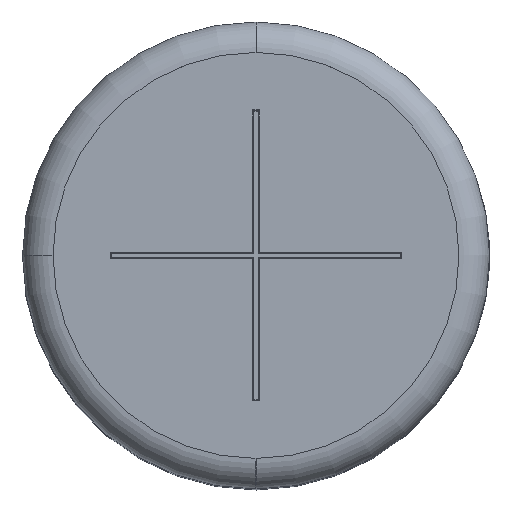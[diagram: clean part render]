
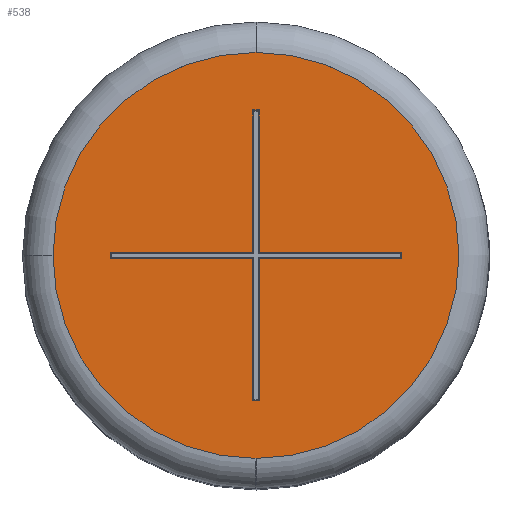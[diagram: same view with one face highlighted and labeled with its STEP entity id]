
A CAD part, top view. The second image highlights one B-rep face of the part: STEP entity #538.
In plain terms, the highlighted planar face has unit normal (0, 0, 1).
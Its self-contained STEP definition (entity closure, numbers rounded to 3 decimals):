
#390 = VERTEX_POINT('',#391);
#391 = CARTESIAN_POINT('',(-3.5,0.,11.726));
#398 = EDGE_CURVE('',#399,#390,#401,.T.);
#399 = VERTEX_POINT('',#400);
#400 = CARTESIAN_POINT('',(0.,3.5,11.726));
#401 = CIRCLE('',#402,3.5);
#402 = AXIS2_PLACEMENT_3D('',#403,#404,#405);
#403 = CARTESIAN_POINT('',(0.,0.,
    11.726));
#404 = DIRECTION('',(0.,0.,1.));
#405 = DIRECTION('',(-1.,0.,0.));
#498 = EDGE_CURVE('',#499,#399,#501,.T.);
#499 = VERTEX_POINT('',#500);
#500 = CARTESIAN_POINT('',(0.,-3.5,11.726));
#501 = CIRCLE('',#502,3.5);
#502 = AXIS2_PLACEMENT_3D('',#503,#504,#505);
#503 = CARTESIAN_POINT('',(0.,0.,
    11.726));
#504 = DIRECTION('',(0.,0.,1.));
#505 = DIRECTION('',(-1.,0.,0.));
#527 = EDGE_CURVE('',#390,#499,#528,.T.);
#528 = CIRCLE('',#529,3.5);
#529 = AXIS2_PLACEMENT_3D('',#530,#531,#532);
#530 = CARTESIAN_POINT('',(0.,0.,
    11.726));
#531 = DIRECTION('',(0.,0.,1.));
#532 = DIRECTION('',(-1.,0.,0.));
#538 = ADVANCED_FACE('',(#539,#544),#642,.T.);
#539 = FACE_BOUND('',#540,.T.);
#540 = EDGE_LOOP('',(#541,#542,#543));
#541 = ORIENTED_EDGE('',*,*,#498,.T.);
#542 = ORIENTED_EDGE('',*,*,#398,.T.);
#543 = ORIENTED_EDGE('',*,*,#527,.T.);
#544 = FACE_BOUND('',#545,.T.);
#545 = EDGE_LOOP('',(#546,#556,#564,#572,#580,#588,#596,#604,#612,#620,
    #628,#636));
#546 = ORIENTED_EDGE('',*,*,#547,.T.);
#547 = EDGE_CURVE('',#548,#550,#552,.T.);
#548 = VERTEX_POINT('',#549);
#549 = CARTESIAN_POINT('',(-2.507,-0.057,
    11.726));
#550 = VERTEX_POINT('',#551);
#551 = CARTESIAN_POINT('',(-2.507,0.057,
    11.726));
#552 = LINE('',#553,#554);
#553 = CARTESIAN_POINT('',(-2.507,0.05,
    11.726));
#554 = VECTOR('',#555,1.);
#555 = DIRECTION('',(0.,1.,0.));
#556 = ORIENTED_EDGE('',*,*,#557,.T.);
#557 = EDGE_CURVE('',#550,#558,#560,.T.);
#558 = VERTEX_POINT('',#559);
#559 = CARTESIAN_POINT('',(-0.057,0.057,
    11.726));
#560 = LINE('',#561,#562);
#561 = CARTESIAN_POINT('',(-0.05,0.057,11.726)
  );
#562 = VECTOR('',#563,1.);
#563 = DIRECTION('',(1.,0.,0.));
#564 = ORIENTED_EDGE('',*,*,#565,.T.);
#565 = EDGE_CURVE('',#558,#566,#568,.T.);
#566 = VERTEX_POINT('',#567);
#567 = CARTESIAN_POINT('',(-0.057,2.507,
    11.726));
#568 = LINE('',#569,#570);
#569 = CARTESIAN_POINT('',(-0.057,2.5,
    11.726));
#570 = VECTOR('',#571,1.);
#571 = DIRECTION('',(0.,1.,0.));
#572 = ORIENTED_EDGE('',*,*,#573,.T.);
#573 = EDGE_CURVE('',#566,#574,#576,.T.);
#574 = VERTEX_POINT('',#575);
#575 = CARTESIAN_POINT('',(0.057,2.507,
    11.726));
#576 = LINE('',#577,#578);
#577 = CARTESIAN_POINT('',(0.05,2.507,11.726));
#578 = VECTOR('',#579,1.);
#579 = DIRECTION('',(1.,0.,0.));
#580 = ORIENTED_EDGE('',*,*,#581,.T.);
#581 = EDGE_CURVE('',#574,#582,#584,.T.);
#582 = VERTEX_POINT('',#583);
#583 = CARTESIAN_POINT('',(0.057,0.057,
    11.726));
#584 = LINE('',#585,#586);
#585 = CARTESIAN_POINT('',(0.057,0.05,
    11.726));
#586 = VECTOR('',#587,1.);
#587 = DIRECTION('',(0.,-1.,0.));
#588 = ORIENTED_EDGE('',*,*,#589,.T.);
#589 = EDGE_CURVE('',#582,#590,#592,.T.);
#590 = VERTEX_POINT('',#591);
#591 = CARTESIAN_POINT('',(2.507,0.057,
    11.726));
#592 = LINE('',#593,#594);
#593 = CARTESIAN_POINT('',(2.5,0.057,11.726));
#594 = VECTOR('',#595,1.);
#595 = DIRECTION('',(1.,0.,0.));
#596 = ORIENTED_EDGE('',*,*,#597,.T.);
#597 = EDGE_CURVE('',#590,#598,#600,.T.);
#598 = VERTEX_POINT('',#599);
#599 = CARTESIAN_POINT('',(2.507,-0.057,
    11.726));
#600 = LINE('',#601,#602);
#601 = CARTESIAN_POINT('',(2.507,-0.05,
    11.726));
#602 = VECTOR('',#603,1.);
#603 = DIRECTION('',(0.,-1.,0.));
#604 = ORIENTED_EDGE('',*,*,#605,.T.);
#605 = EDGE_CURVE('',#598,#606,#608,.T.);
#606 = VERTEX_POINT('',#607);
#607 = CARTESIAN_POINT('',(0.057,-0.057,
    11.726));
#608 = LINE('',#609,#610);
#609 = CARTESIAN_POINT('',(0.05,-0.057,11.726)
  );
#610 = VECTOR('',#611,1.);
#611 = DIRECTION('',(-1.,0.,0.));
#612 = ORIENTED_EDGE('',*,*,#613,.T.);
#613 = EDGE_CURVE('',#606,#614,#616,.T.);
#614 = VERTEX_POINT('',#615);
#615 = CARTESIAN_POINT('',(0.057,-2.507,
    11.726));
#616 = LINE('',#617,#618);
#617 = CARTESIAN_POINT('',(0.057,-2.5,
    11.726));
#618 = VECTOR('',#619,1.);
#619 = DIRECTION('',(0.,-1.,0.));
#620 = ORIENTED_EDGE('',*,*,#621,.T.);
#621 = EDGE_CURVE('',#614,#622,#624,.T.);
#622 = VERTEX_POINT('',#623);
#623 = CARTESIAN_POINT('',(-0.057,-2.507,
    11.726));
#624 = LINE('',#625,#626);
#625 = CARTESIAN_POINT('',(-0.05,-2.507,11.726));
#626 = VECTOR('',#627,1.);
#627 = DIRECTION('',(-1.,0.,0.));
#628 = ORIENTED_EDGE('',*,*,#629,.T.);
#629 = EDGE_CURVE('',#622,#630,#632,.T.);
#630 = VERTEX_POINT('',#631);
#631 = CARTESIAN_POINT('',(-0.057,-0.057,
    11.726));
#632 = LINE('',#633,#634);
#633 = CARTESIAN_POINT('',(-0.057,-0.05,
    11.726));
#634 = VECTOR('',#635,1.);
#635 = DIRECTION('',(0.,1.,0.));
#636 = ORIENTED_EDGE('',*,*,#637,.T.);
#637 = EDGE_CURVE('',#630,#548,#638,.T.);
#638 = LINE('',#639,#640);
#639 = CARTESIAN_POINT('',(-2.5,-0.057,11.726));
#640 = VECTOR('',#641,1.);
#641 = DIRECTION('',(-1.,0.,0.));
#642 = PLANE('',#643);
#643 = AXIS2_PLACEMENT_3D('',#644,#645,#646);
#644 = CARTESIAN_POINT('',(-3.5,0.,11.726));
#645 = DIRECTION('',(0.,0.,1.));
#646 = DIRECTION('',(-1.,0.,0.));
